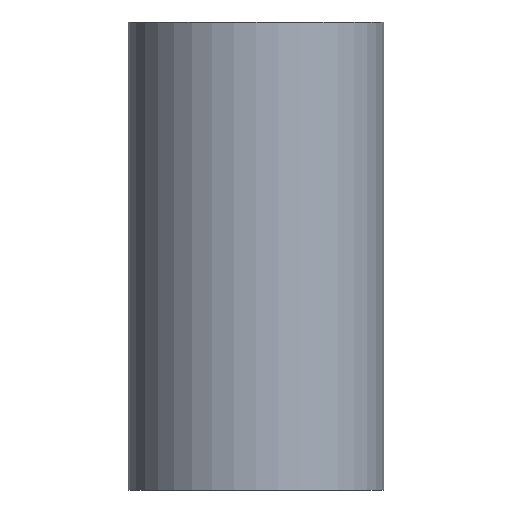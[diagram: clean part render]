
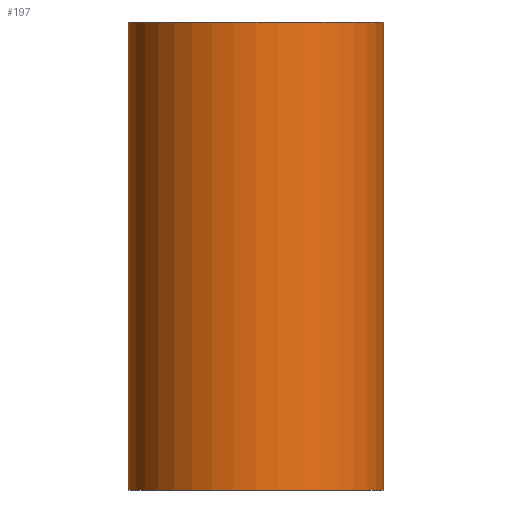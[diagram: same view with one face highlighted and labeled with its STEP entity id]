
A CAD part, front view. The second image highlights one B-rep face of the part: STEP entity #197.
In plain terms, the highlighted cylindrical face has radius 64.5 mm (diameter 129 mm), a full revolution.
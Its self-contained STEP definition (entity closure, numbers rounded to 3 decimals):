
#16=B_SPLINE_CURVE_WITH_KNOTS('',3,(#409,#410,#411,#412,#413,#414,#415,
#416,#417,#418,#419,#420,#421,#422,#423,#424,#425,#426,#427,#428,#429,#430,
#431,#432,#433,#434,#435,#436,#437,#438,#439,#440,#441,#442,#443,#444,#445,
#446,#447,#448,#449,#450,#451,#452,#453,#454,#455,#456,#457,#458,#459,#460,
#461,#462,#463,#464,#465,#466,#467,#468,#469,#470,#471,#472,#473,#474),
 .UNSPECIFIED.,.T.,.F.,(4,2,2,2,2,2,2,2,2,2,2,2,2,2,2,2,2,2,2,2,2,2,2,2,
2,2,2,2,2,2,2,2,4),(0.,0.882,1.765,2.647,
3.529,4.4,5.27,6.141,7.011,
7.882,8.753,9.623,10.494,11.376,
12.258,13.141,14.023,14.905,15.787,
16.67,17.552,18.423,19.293,20.164,
21.034,21.905,22.776,23.646,24.517,
25.399,26.281,27.164,28.046),
 .UNSPECIFIED.);
#29=CYLINDRICAL_SURFACE('',#230,64.5);
#44=FACE_BOUND('',#92,.T.);
#45=FACE_BOUND('',#93,.T.);
#61=FACE_OUTER_BOUND('',#91,.T.);
#91=EDGE_LOOP('',(#174));
#92=EDGE_LOOP('',(#175));
#93=EDGE_LOOP('',(#176));
#101=CIRCLE('',#208,64.5);
#105=CIRCLE('',#215,64.5);
#116=VERTEX_POINT('',#307);
#120=VERTEX_POINT('',#318);
#129=VERTEX_POINT('',#408);
#133=EDGE_CURVE('',#116,#116,#101,.T.);
#137=EDGE_CURVE('',#120,#120,#105,.T.);
#146=EDGE_CURVE('',#129,#129,#16,.T.);
#174=ORIENTED_EDGE('',*,*,#133,.F.);
#175=ORIENTED_EDGE('',*,*,#137,.F.);
#176=ORIENTED_EDGE('',*,*,#146,.T.);
#197=ADVANCED_FACE('',(#61,#44,#45),#29,.T.);
#208=AXIS2_PLACEMENT_3D('',#308,#247,#248);
#215=AXIS2_PLACEMENT_3D('',#319,#261,#262);
#230=AXIS2_PLACEMENT_3D('',#475,#291,#292);
#247=DIRECTION('center_axis',(0.,0.,1.));
#248=DIRECTION('ref_axis',(-1.,0.,0.));
#261=DIRECTION('center_axis',(0.,0.,-1.));
#262=DIRECTION('ref_axis',(-1.,0.,0.));
#291=DIRECTION('center_axis',(0.,0.,1.));
#292=DIRECTION('ref_axis',(-1.,0.,0.));
#307=CARTESIAN_POINT('',(64.5,0.,118.));
#308=CARTESIAN_POINT('Origin',(0.,0.,118.));
#318=CARTESIAN_POINT('',(64.5,0.,-118.));
#319=CARTESIAN_POINT('Origin',(0.,0.,-118.));
#408=CARTESIAN_POINT('',(44.5,46.69,0.));
#409=CARTESIAN_POINT('Ctrl Pts',(44.5,46.69,0.));
#410=CARTESIAN_POINT('Ctrl Pts',(44.5,46.69,2.941));
#411=CARTESIAN_POINT('Ctrl Pts',(44.205,46.977,5.92));
#412=CARTESIAN_POINT('Ctrl Pts',(43.023,48.061,11.752));
#413=CARTESIAN_POINT('Ctrl Pts',(42.138,48.855,14.605));
#414=CARTESIAN_POINT('Ctrl Pts',(39.848,50.741,20.027));
#415=CARTESIAN_POINT('Ctrl Pts',(38.441,51.831,22.601));
#416=CARTESIAN_POINT('Ctrl Pts',(35.217,54.072,27.354));
#417=CARTESIAN_POINT('Ctrl Pts',(33.4,55.223,29.532));
#418=CARTESIAN_POINT('Ctrl Pts',(29.558,57.37,33.375));
#419=CARTESIAN_POINT('Ctrl Pts',(27.393,58.451,35.187));
#420=CARTESIAN_POINT('Ctrl Pts',(22.639,60.451,38.418));
#421=CARTESIAN_POINT('Ctrl Pts',(20.05,61.37,39.838));
#422=CARTESIAN_POINT('Ctrl Pts',(14.591,62.892,42.144));
#423=CARTESIAN_POINT('Ctrl Pts',(11.716,63.496,43.033));
#424=CARTESIAN_POINT('Ctrl Pts',(5.872,64.3,44.212));
#425=CARTESIAN_POINT('Ctrl Pts',(2.902,64.5,44.5));
#426=CARTESIAN_POINT('Ctrl Pts',(-2.902,64.5,44.5));
#427=CARTESIAN_POINT('Ctrl Pts',(-5.872,64.3,44.212));
#428=CARTESIAN_POINT('Ctrl Pts',(-11.716,63.496,43.033));
#429=CARTESIAN_POINT('Ctrl Pts',(-14.591,62.892,42.144));
#430=CARTESIAN_POINT('Ctrl Pts',(-20.05,61.37,39.838));
#431=CARTESIAN_POINT('Ctrl Pts',(-22.639,60.451,38.418));
#432=CARTESIAN_POINT('Ctrl Pts',(-27.393,58.451,35.187));
#433=CARTESIAN_POINT('Ctrl Pts',(-29.558,57.37,33.375));
#434=CARTESIAN_POINT('Ctrl Pts',(-33.4,55.223,29.532));
#435=CARTESIAN_POINT('Ctrl Pts',(-35.217,54.072,27.354));
#436=CARTESIAN_POINT('Ctrl Pts',(-38.441,51.831,22.601));
#437=CARTESIAN_POINT('Ctrl Pts',(-39.848,50.741,20.027));
#438=CARTESIAN_POINT('Ctrl Pts',(-42.138,48.855,14.605));
#439=CARTESIAN_POINT('Ctrl Pts',(-43.023,48.061,11.752));
#440=CARTESIAN_POINT('Ctrl Pts',(-44.205,46.977,5.92));
#441=CARTESIAN_POINT('Ctrl Pts',(-44.5,46.69,2.941));
#442=CARTESIAN_POINT('Ctrl Pts',(-44.5,46.69,-2.941));
#443=CARTESIAN_POINT('Ctrl Pts',(-44.205,46.977,-5.92));
#444=CARTESIAN_POINT('Ctrl Pts',(-43.023,48.061,-11.752));
#445=CARTESIAN_POINT('Ctrl Pts',(-42.138,48.855,-14.605));
#446=CARTESIAN_POINT('Ctrl Pts',(-39.848,50.741,-20.027));
#447=CARTESIAN_POINT('Ctrl Pts',(-38.441,51.831,-22.601));
#448=CARTESIAN_POINT('Ctrl Pts',(-35.217,54.072,-27.354));
#449=CARTESIAN_POINT('Ctrl Pts',(-33.4,55.223,-29.532));
#450=CARTESIAN_POINT('Ctrl Pts',(-29.558,57.37,-33.375));
#451=CARTESIAN_POINT('Ctrl Pts',(-27.393,58.451,-35.187));
#452=CARTESIAN_POINT('Ctrl Pts',(-22.639,60.451,-38.418));
#453=CARTESIAN_POINT('Ctrl Pts',(-20.05,61.37,-39.838));
#454=CARTESIAN_POINT('Ctrl Pts',(-14.591,62.892,-42.144));
#455=CARTESIAN_POINT('Ctrl Pts',(-11.716,63.496,-43.033));
#456=CARTESIAN_POINT('Ctrl Pts',(-5.872,64.3,-44.212));
#457=CARTESIAN_POINT('Ctrl Pts',(-2.902,64.5,-44.5));
#458=CARTESIAN_POINT('Ctrl Pts',(2.902,64.5,-44.5));
#459=CARTESIAN_POINT('Ctrl Pts',(5.872,64.3,-44.212));
#460=CARTESIAN_POINT('Ctrl Pts',(11.716,63.496,-43.033));
#461=CARTESIAN_POINT('Ctrl Pts',(14.591,62.892,-42.144));
#462=CARTESIAN_POINT('Ctrl Pts',(20.05,61.37,-39.838));
#463=CARTESIAN_POINT('Ctrl Pts',(22.639,60.451,-38.418));
#464=CARTESIAN_POINT('Ctrl Pts',(27.393,58.451,-35.187));
#465=CARTESIAN_POINT('Ctrl Pts',(29.558,57.37,-33.375));
#466=CARTESIAN_POINT('Ctrl Pts',(33.4,55.223,-29.532));
#467=CARTESIAN_POINT('Ctrl Pts',(35.217,54.072,-27.354));
#468=CARTESIAN_POINT('Ctrl Pts',(38.441,51.831,-22.601));
#469=CARTESIAN_POINT('Ctrl Pts',(39.848,50.741,-20.027));
#470=CARTESIAN_POINT('Ctrl Pts',(42.138,48.855,-14.605));
#471=CARTESIAN_POINT('Ctrl Pts',(43.023,48.061,-11.752));
#472=CARTESIAN_POINT('Ctrl Pts',(44.205,46.977,-5.92));
#473=CARTESIAN_POINT('Ctrl Pts',(44.5,46.69,-2.941));
#474=CARTESIAN_POINT('Ctrl Pts',(44.5,46.69,0.));
#475=CARTESIAN_POINT('Origin',(0.,0.,0.));
